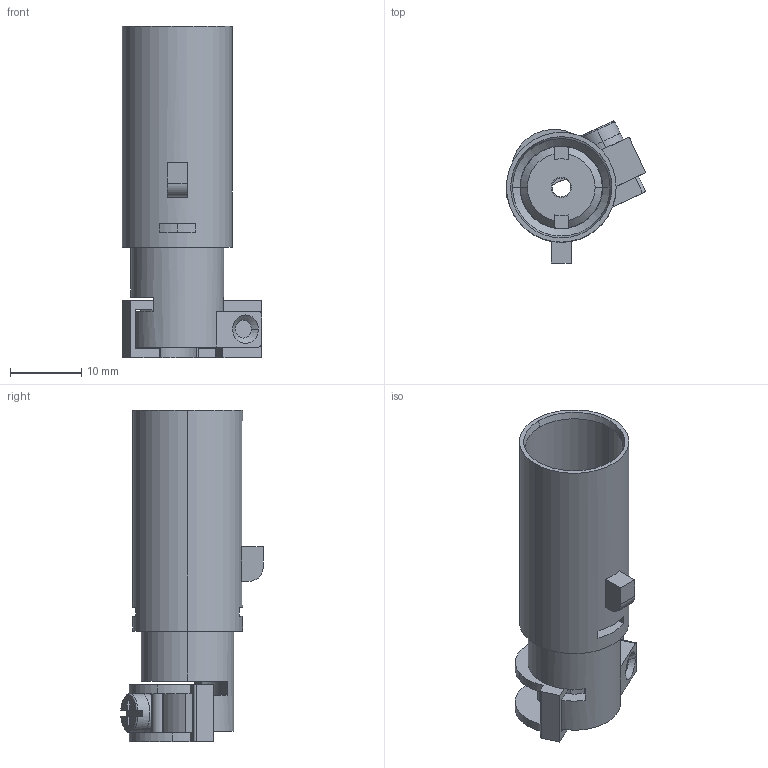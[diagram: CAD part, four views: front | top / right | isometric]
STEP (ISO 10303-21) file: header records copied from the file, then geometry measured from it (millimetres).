
FILE_DESCRIPTION(('CoCreate Modeling STEP Export'),'2;1');
FILE_NAME('CX 01 BCM.stp','2010-02-09T 9:22:06',(''),(''),'CoCreate Modeling STEP processor for AP214 (Solid Model)','CoCreate Modeling 16.00A 16-Aug-2008 (C) Parametric Technology GmbH','');
FILE_SCHEMA(('AUTOMOTIVE_DESIGN { 1 0 10303 214 1 1 1 1 }'));
Length unit declared in the file: millimetre
Products named in the file (2): CX_01_BCM
Assembly tree (1 placements, depth 2):
  CX_01_BCM
    CX_01_BCM
Bounding box: 19.56 x 19.97 x 46.5 mm (x, y, z)
Volume: 4691.5 mm3; surface area: 5603.1 mm2
Topology: 1 solids, 5 shells, 211 faces, 542 edges, 348 vertices
Faces by surface type: plane 89, cylinder 70, cone 30, torus 22
Entity records: 8756 total; most frequent: CARTESIAN_POINT 2520, ORIENTED_EDGE 1090, DIRECTION 828, EDGE_CURVE 542, VERTEX_POINT 348, AXIS2_PLACEMENT_3D 278, VECTOR 272, LINE 272
